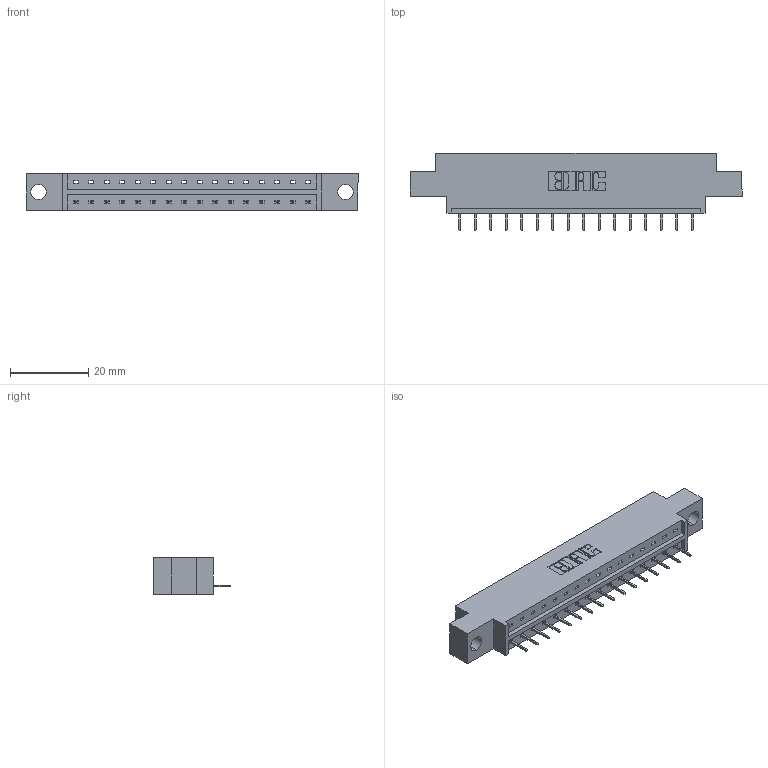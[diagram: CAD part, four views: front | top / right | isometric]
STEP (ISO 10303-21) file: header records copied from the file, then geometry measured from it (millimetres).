
FILE_DESCRIPTION (( 'STEP AP203' ), '1' );
FILE_NAME ('833-016-524-604.STEP', '2020-05-31T17:36:03', ( '' ), ( '' ), 'SwSTEP 2.0', 'SolidWorks 2020', '' );
FILE_SCHEMA (( 'CONFIG_CONTROL_DESIGN' ));
Length unit declared in the file: inch
Products named in the file (3): 833 Part_Offset - .156 Dia - TH; 833-016-524-604; 345-292-001_345-293-124
Assembly tree (17 placements, depth 2):
  833-016-524-604
    833 Part_Offset - .156 Dia - TH
    345-292-001_345-293-124  x16
Bounding box: 84.94 x 19.69 x 9.4 mm (x, y, z)
Volume: 7944.7 mm3; surface area: 8201.9 mm2
Topology: 17 solids, 17 shells, 1110 faces, 3203 edges, 2070 vertices
Faces by surface type: plane 842, cylinder 268
Entity records: 13353 total; most frequent: CARTESIAN_POINT 2314, ORIENTED_EDGE 2266, DIRECTION 2005, EDGE_CURVE 1133, VECTOR 1009, LINE 1009, VERTEX_POINT 750, AXIS2_PLACEMENT_3D 498
